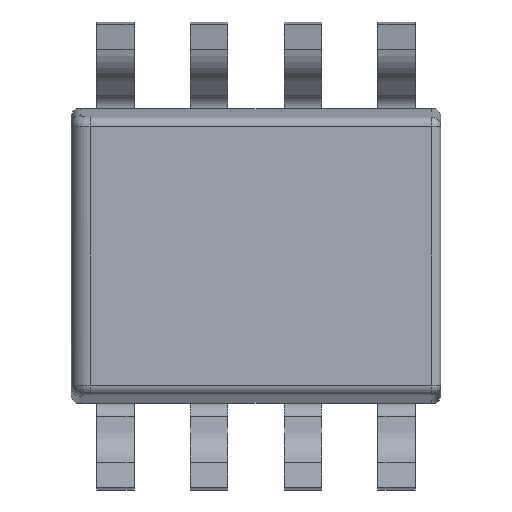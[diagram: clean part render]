
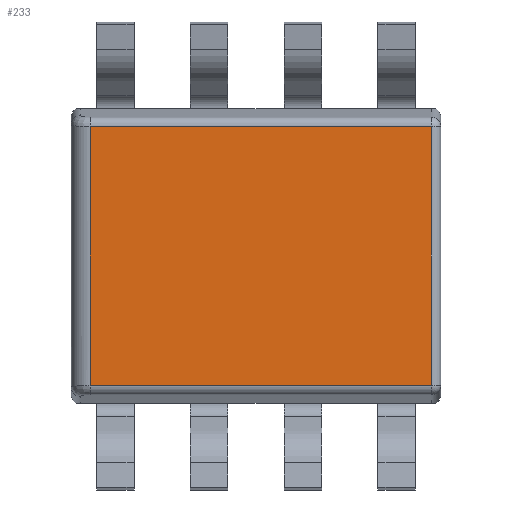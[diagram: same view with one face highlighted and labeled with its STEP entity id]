
A CAD part, front view. The second image highlights one B-rep face of the part: STEP entity #233.
In plain terms, the highlighted planar face has unit normal (0, -1, 0).
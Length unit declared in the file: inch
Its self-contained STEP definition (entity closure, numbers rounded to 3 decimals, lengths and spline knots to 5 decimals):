
#233 = ADVANCED_FACE ( 'NONE', ( #2244 ), #2220, .F. ) ;
#238 = EDGE_CURVE ( 'NONE', #663, #668, #2352, .T. ) ;
#239 = VERTEX_POINT ( 'NONE', #2348 ) ;
#622 = ORIENTED_EDGE ( 'NONE', *, *, #631, .T. ) ;
#629 = EDGE_CURVE ( 'NONE', #239, #667, #2994, .T. ) ;
#631 = EDGE_CURVE ( 'NONE', #668, #239, #3239, .T. ) ;
#632 = EDGE_LOOP ( 'NONE', ( #664, #659, #622, #714 ) ) ;
#659 = ORIENTED_EDGE ( 'NONE', *, *, #238, .T. ) ;
#663 = VERTEX_POINT ( 'NONE', #3367 ) ;
#664 = ORIENTED_EDGE ( 'NONE', *, *, #669, .T. ) ;
#667 = VERTEX_POINT ( 'NONE', #3362 ) ;
#668 = VERTEX_POINT ( 'NONE', #3361 ) ;
#669 = EDGE_CURVE ( 'NONE', #667, #663, #3360, .T. ) ;
#714 = ORIENTED_EDGE ( 'NONE', *, *, #629, .T. ) ;
#2216 = DIRECTION ( 'NONE',  ( 0., 0., 1. ) ) ;
#2217 = DIRECTION ( 'NONE',  ( 0., 1., 0. ) ) ;
#2218 = CARTESIAN_POINT ( 'NONE',  ( 0.197, -0.0345, -0.07325 ) ) ;
#2219 = AXIS2_PLACEMENT_3D ( 'NONE', #2218, #2217, #2216 ) ;
#2220 = PLANE ( 'NONE',  #2219 ) ;
#2244 = FACE_OUTER_BOUND ( 'NONE', #632, .T. ) ;
#2348 = CARTESIAN_POINT ( 'NONE',  ( 0.192, -0.0345, -0.06905 ) ) ;
#2349 = DIRECTION ( 'NONE',  ( 0., 0., -1. ) ) ;
#2350 = VECTOR ( 'NONE', #2349, 39.37008 ) ;
#2351 = CARTESIAN_POINT ( 'NONE',  ( 0.01, -0.0345, -0.07325 ) ) ;
#2352 = LINE ( 'NONE', #2351, #2350 ) ;
#2991 = DIRECTION ( 'NONE',  ( 0., 0., 1. ) ) ;
#2992 = VECTOR ( 'NONE', #2991, 39.37008 ) ;
#2993 = CARTESIAN_POINT ( 'NONE',  ( 0.192, -0.0345, -0.07325 ) ) ;
#2994 = LINE ( 'NONE', #2993, #2992 ) ;
#3236 = DIRECTION ( 'NONE',  ( 1., 0., 0. ) ) ;
#3237 = VECTOR ( 'NONE', #3236, 39.37008 ) ;
#3238 = CARTESIAN_POINT ( 'NONE',  ( 0.197, -0.0345, -0.06905 ) ) ;
#3239 = LINE ( 'NONE', #3238, #3237 ) ;
#3357 = DIRECTION ( 'NONE',  ( -1., 0., 0. ) ) ;
#3358 = VECTOR ( 'NONE', #3357, 39.37008 ) ;
#3359 = CARTESIAN_POINT ( 'NONE',  ( 0.197, -0.0345, 0.06905 ) ) ;
#3360 = LINE ( 'NONE', #3359, #3358 ) ;
#3361 = CARTESIAN_POINT ( 'NONE',  ( 0.01, -0.0345, -0.06905 ) ) ;
#3362 = CARTESIAN_POINT ( 'NONE',  ( 0.192, -0.0345, 0.06905 ) ) ;
#3367 = CARTESIAN_POINT ( 'NONE',  ( 0.01, -0.0345, 0.06905 ) ) ;
